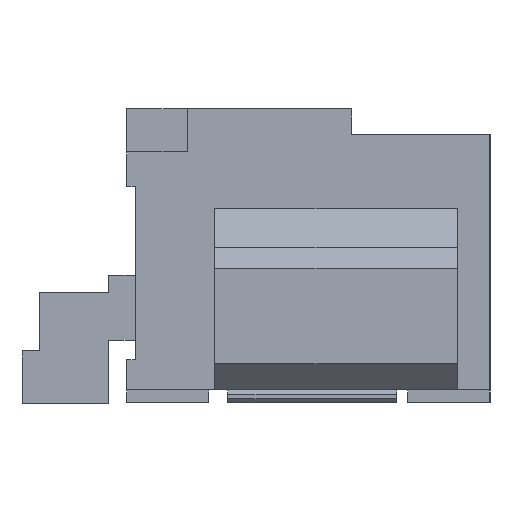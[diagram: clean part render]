
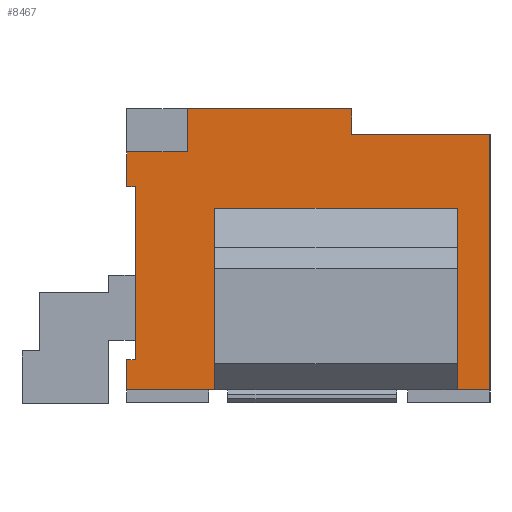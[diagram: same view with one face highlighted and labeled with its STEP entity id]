
A CAD part, left-side view. The second image highlights one B-rep face of the part: STEP entity #8467.
In plain terms, the highlighted planar face has unit normal (-1, 0, 0).
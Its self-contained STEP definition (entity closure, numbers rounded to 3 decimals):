
#1306=ORIENTED_EDGE('',*,*,#2115,.F.);
#1307=ORIENTED_EDGE('',*,*,#2399,.T.);
#1308=ORIENTED_EDGE('',*,*,#2382,.F.);
#1309=ORIENTED_EDGE('',*,*,#2367,.F.);
#1310=ORIENTED_EDGE('',*,*,#2336,.T.);
#1311=ORIENTED_EDGE('',*,*,#2321,.F.);
#1312=ORIENTED_EDGE('',*,*,#2317,.T.);
#1313=ORIENTED_EDGE('',*,*,#2339,.T.);
#1314=ORIENTED_EDGE('',*,*,#2200,.F.);
#1315=ORIENTED_EDGE('',*,*,#2340,.F.);
#1316=ORIENTED_EDGE('',*,*,#2204,.F.);
#1317=ORIENTED_EDGE('',*,*,#2487,.T.);
#1318=ORIENTED_EDGE('',*,*,#2122,.F.);
#1319=ORIENTED_EDGE('',*,*,#2358,.T.);
#1320=ORIENTED_EDGE('',*,*,#2356,.T.);
#1321=ORIENTED_EDGE('',*,*,#2167,.T.);
#2115=EDGE_CURVE('',#2897,#2898,#3575,.T.);
#2122=EDGE_CURVE('',#2904,#2905,#3582,.T.);
#2167=EDGE_CURVE('',#2943,#2898,#3627,.T.);
#2200=EDGE_CURVE('',#2963,#2964,#3660,.T.);
#2204=EDGE_CURVE('',#2967,#2968,#3664,.T.);
#2317=EDGE_CURVE('',#3052,#3051,#3777,.T.);
#2321=EDGE_CURVE('',#3052,#3055,#3781,.T.);
#2336=EDGE_CURVE('',#3056,#3055,#3796,.T.);
#2339=EDGE_CURVE('',#3051,#2964,#3799,.T.);
#2340=EDGE_CURVE('',#2968,#2963,#3800,.T.);
#2356=EDGE_CURVE('',#3065,#2943,#3816,.T.);
#2358=EDGE_CURVE('',#2904,#3065,#3818,.T.);
#2367=EDGE_CURVE('',#3056,#3071,#3827,.T.);
#2382=EDGE_CURVE('',#3071,#3081,#3842,.T.);
#2399=EDGE_CURVE('',#2897,#3081,#3859,.T.);
#2487=EDGE_CURVE('',#2967,#2905,#3947,.T.);
#2897=VERTEX_POINT('',#11091);
#2898=VERTEX_POINT('',#11093);
#2904=VERTEX_POINT('',#11105);
#2905=VERTEX_POINT('',#11107);
#2943=VERTEX_POINT('',#11200);
#2963=VERTEX_POINT('',#11265);
#2964=VERTEX_POINT('',#11266);
#2967=VERTEX_POINT('',#11274);
#2968=VERTEX_POINT('',#11275);
#3051=VERTEX_POINT('',#11510);
#3052=VERTEX_POINT('',#11512);
#3055=VERTEX_POINT('',#11520);
#3056=VERTEX_POINT('',#11524);
#3065=VERTEX_POINT('',#11572);
#3071=VERTEX_POINT('',#11596);
#3081=VERTEX_POINT('',#11626);
#3575=LINE('',#11092,#4455);
#3582=LINE('',#11106,#4462);
#3627=LINE('',#11199,#4507);
#3660=LINE('',#11264,#4540);
#3664=LINE('',#11273,#4544);
#3777=LINE('',#11511,#4657);
#3781=LINE('',#11519,#4661);
#3796=LINE('',#11539,#4676);
#3799=LINE('',#11544,#4679);
#3800=LINE('',#11546,#4680);
#3816=LINE('',#11575,#4696);
#3818=LINE('',#11579,#4698);
#3827=LINE('',#11595,#4707);
#3842=LINE('',#11625,#4722);
#3859=LINE('',#11658,#4739);
#3947=LINE('',#11829,#4827);
#4455=VECTOR('',#9447,1000.);
#4462=VECTOR('',#9454,1000.);
#4507=VECTOR('',#9519,1000.);
#4540=VECTOR('',#9576,1000.);
#4544=VECTOR('',#9582,1000.);
#4657=VECTOR('',#9775,1000.);
#4661=VECTOR('',#9781,1000.);
#4676=VECTOR('',#9798,1000.);
#4679=VECTOR('',#9805,1000.);
#4680=VECTOR('',#9808,1000.);
#4696=VECTOR('',#9834,1000.);
#4698=VECTOR('',#9840,1000.);
#4707=VECTOR('',#9855,1000.);
#4722=VECTOR('',#9880,1000.);
#4739=VECTOR('',#9911,1000.);
#4827=VECTOR('',#10047,1000.);
#5247=EDGE_LOOP('',(#1306,#1307,#1308,#1309,#1310,#1311,#1312,#1313,#1314,
#1315,#1316,#1317,#1318,#1319,#1320,#1321));
#5585=FACE_BOUND('',#5247,.T.);
#5905=PLANE('',#8794);
#8467=ADVANCED_FACE('',(#5585),#5905,.T.);
#8794=AXIS2_PLACEMENT_3D('',#11828,#10045,#10046);
#9447=DIRECTION('',(0.,1.,0.));
#9454=DIRECTION('',(0.,1.,0.));
#9519=DIRECTION('',(0.,0.,-1.));
#9576=DIRECTION('',(0.,1.,0.));
#9582=DIRECTION('',(0.,-1.,0.));
#9775=DIRECTION('',(0.,1.,0.));
#9781=DIRECTION('',(0.,0.,1.));
#9798=DIRECTION('',(0.,1.,0.));
#9805=DIRECTION('',(0.,0.,-1.));
#9808=DIRECTION('',(0.,0.,1.));
#9834=DIRECTION('',(0.,-1.,0.));
#9840=DIRECTION('',(0.,0.,1.));
#9855=DIRECTION('',(0.,0.,-1.));
#9880=DIRECTION('',(0.,-1.,0.));
#9911=DIRECTION('',(0.,0.,1.));
#10045=DIRECTION('',(-1.,0.,0.));
#10046=DIRECTION('',(0.,0.,1.));
#10047=DIRECTION('',(0.,0.,-1.));
#11091=CARTESIAN_POINT('',(-6.5,-2.1,-1.55));
#11092=CARTESIAN_POINT('',(-6.5,0.,-1.55));
#11093=CARTESIAN_POINT('',(-6.5,-1.72,-1.55));
#11105=CARTESIAN_POINT('',(-6.5,1.08,-1.55));
#11106=CARTESIAN_POINT('',(-6.5,0.,-1.55));
#11107=CARTESIAN_POINT('',(-6.5,2.1,-1.55));
#11199=CARTESIAN_POINT('',(-6.5,-1.72,0.1));
#11200=CARTESIAN_POINT('',(-6.5,-1.72,0.55));
#11264=CARTESIAN_POINT('',(-6.5,0.,0.8));
#11265=CARTESIAN_POINT('',(-6.5,2.,0.8));
#11266=CARTESIAN_POINT('',(-6.5,2.1,0.8));
#11273=CARTESIAN_POINT('',(-6.5,0.,-1.2));
#11274=CARTESIAN_POINT('',(-6.5,2.1,-1.2));
#11275=CARTESIAN_POINT('',(-6.5,2.,-1.2));
#11510=CARTESIAN_POINT('',(-6.5,2.1,1.2));
#11511=CARTESIAN_POINT('',(-6.5,1.4,1.2));
#11512=CARTESIAN_POINT('',(-6.5,1.4,1.2));
#11519=CARTESIAN_POINT('',(-6.5,1.4,1.2));
#11520=CARTESIAN_POINT('',(-6.5,1.4,1.7));
#11524=CARTESIAN_POINT('',(-6.5,-0.5,1.7));
#11539=CARTESIAN_POINT('',(-6.5,-2.1,1.7));
#11544=CARTESIAN_POINT('',(-6.5,2.1,1.7));
#11546=CARTESIAN_POINT('',(-6.5,2.,0.));
#11572=CARTESIAN_POINT('',(-6.5,1.08,0.55));
#11575=CARTESIAN_POINT('',(-6.5,-1.72,0.55));
#11579=CARTESIAN_POINT('',(-6.5,1.08,-1.7));
#11595=CARTESIAN_POINT('',(-6.5,-0.5,0.));
#11596=CARTESIAN_POINT('',(-6.5,-0.5,1.4));
#11625=CARTESIAN_POINT('',(-6.5,0.,1.4));
#11626=CARTESIAN_POINT('',(-6.5,-2.1,1.4));
#11658=CARTESIAN_POINT('',(-6.5,-2.1,-1.7));
#11828=CARTESIAN_POINT('',(-6.5,0.,0.));
#11829=CARTESIAN_POINT('',(-6.5,2.1,1.7));
